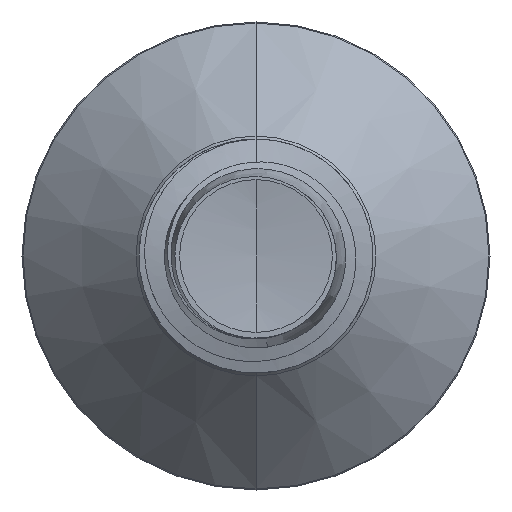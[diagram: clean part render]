
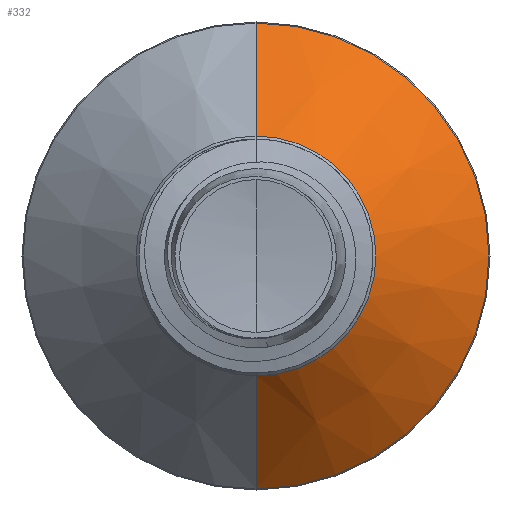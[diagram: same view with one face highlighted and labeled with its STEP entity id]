
A CAD part, front view. The second image highlights one B-rep face of the part: STEP entity #332.
In plain terms, the highlighted conical face has half-angle 45 degrees and reference radius 2.563 mm.
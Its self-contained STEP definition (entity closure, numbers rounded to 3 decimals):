
#332 = ADVANCED_FACE ( 'NONE', ( #12316 ), #11850, .T. ) ;
#556 = CARTESIAN_POINT ( 'NONE',  ( 0., 3.313, -2.563 ) ) ;
#1240 = ORIENTED_EDGE ( 'NONE', *, *, #9843, .T. ) ;
#1267 = DIRECTION ( 'NONE',  ( 0., 0.707, -0.707 ) ) ;
#1292 = CARTESIAN_POINT ( 'NONE',  ( 0., 3.313, -2.563 ) ) ;
#1429 = ORIENTED_EDGE ( 'NONE', *, *, #6990, .T. ) ;
#1449 = ORIENTED_EDGE ( 'NONE', *, *, #5396, .F. ) ;
#2043 = LINE ( 'NONE', #1292, #10786 ) ;
#2312 = CIRCLE ( 'NONE', #7528, 4.978 ) ;
#4409 = AXIS2_PLACEMENT_3D ( 'NONE', #9819, #5682, #10431 ) ;
#5159 = DIRECTION ( 'NONE',  ( 0., 0., 1. ) ) ;
#5396 = EDGE_CURVE ( 'NONE', #6263, #9313, #2312, .T. ) ;
#5682 = DIRECTION ( 'NONE',  ( 0., 1., 0. ) ) ;
#6263 = VERTEX_POINT ( 'NONE', #11477 ) ;
#6404 = VERTEX_POINT ( 'NONE', #9636 ) ;
#6760 = VECTOR ( 'NONE', #6951, 1000. ) ;
#6951 = DIRECTION ( 'NONE',  ( 0., 0.707, 0.707 ) ) ;
#6990 = EDGE_CURVE ( 'NONE', #7413, #9313, #2043, .T. ) ;
#7103 = CIRCLE ( 'NONE', #4409, 2.563 ) ;
#7225 = LINE ( 'NONE', #8258, #6760 ) ;
#7310 = EDGE_CURVE ( 'NONE', #6404, #6263, #7225, .T. ) ;
#7413 = VERTEX_POINT ( 'NONE', #556 ) ;
#7528 = AXIS2_PLACEMENT_3D ( 'NONE', #12419, #12407, #12404 ) ;
#7774 = DIRECTION ( 'NONE',  ( 0., 1., 0. ) ) ;
#8258 = CARTESIAN_POINT ( 'NONE',  ( 0., 3.313, 2.563 ) ) ;
#8595 = AXIS2_PLACEMENT_3D ( 'NONE', #9685, #7774, #5159 ) ;
#9313 = VERTEX_POINT ( 'NONE', #11709 ) ;
#9636 = CARTESIAN_POINT ( 'NONE',  ( 0., 3.313, 2.563 ) ) ;
#9685 = CARTESIAN_POINT ( 'NONE',  ( 0., 3.313, 0. ) ) ;
#9707 = ORIENTED_EDGE ( 'NONE', *, *, #7310, .F. ) ;
#9819 = CARTESIAN_POINT ( 'NONE',  ( 0., 3.313, 0. ) ) ;
#9843 = EDGE_CURVE ( 'NONE', #6404, #7413, #7103, .T. ) ;
#10166 = EDGE_LOOP ( 'NONE', ( #1240, #1429, #1449, #9707 ) ) ;
#10431 = DIRECTION ( 'NONE',  ( 0., 0., 1. ) ) ;
#10786 = VECTOR ( 'NONE', #1267, 1000. ) ;
#11477 = CARTESIAN_POINT ( 'NONE',  ( 0., 5.728, 4.978 ) ) ;
#11709 = CARTESIAN_POINT ( 'NONE',  ( 0., 5.728, -4.978 ) ) ;
#11850 = CONICAL_SURFACE ( 'NONE', #8595, 2.563, 0.785 ) ;
#12316 = FACE_OUTER_BOUND ( 'NONE', #10166, .T. ) ;
#12404 = DIRECTION ( 'NONE',  ( 0., 0., 1. ) ) ;
#12407 = DIRECTION ( 'NONE',  ( 0., 1., 0. ) ) ;
#12419 = CARTESIAN_POINT ( 'NONE',  ( 0., 5.728, 0. ) ) ;
